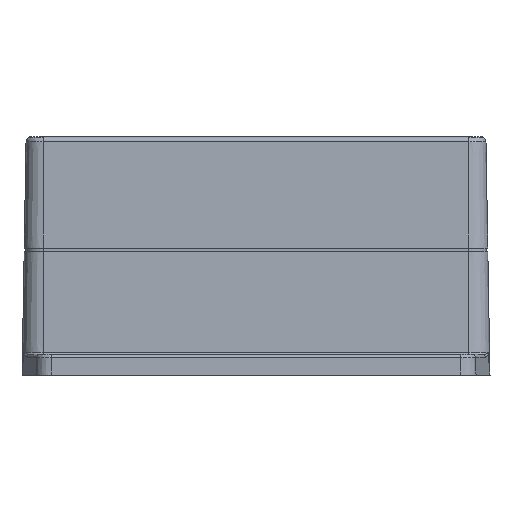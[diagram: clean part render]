
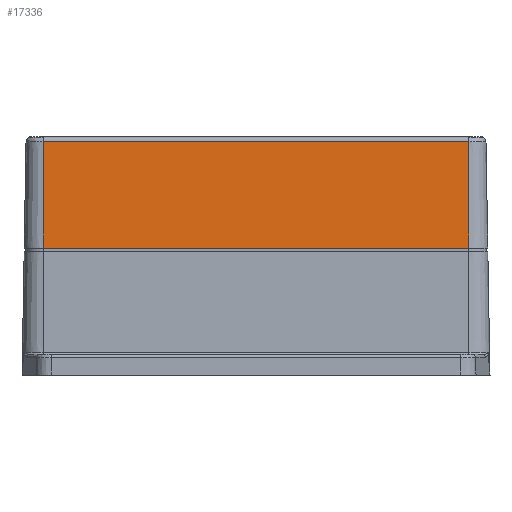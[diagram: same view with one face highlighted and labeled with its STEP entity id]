
A CAD part, front view. The second image highlights one B-rep face of the part: STEP entity #17336.
In plain terms, the highlighted planar face has unit normal (0, -1, 0.018).
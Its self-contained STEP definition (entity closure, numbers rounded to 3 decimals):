
#279 = PLANE ( 'NONE',  #17463 ) ;
#891 = LINE ( 'NONE', #20526, #18214 ) ;
#2045 = VERTEX_POINT ( 'NONE', #7655 ) ;
#2549 = DIRECTION ( 'NONE',  ( 0., -0.017, -1. ) ) ;
#2722 = VECTOR ( 'NONE', #4598, 1000. ) ;
#3371 = DIRECTION ( 'NONE',  ( 1., 0., 0. ) ) ;
#3636 = CARTESIAN_POINT ( 'NONE',  ( 2648.313, -467.588, 43.789 ) ) ;
#4077 = EDGE_CURVE ( 'NONE', #2045, #11166, #891, .T. ) ;
#4598 = DIRECTION ( 'NONE',  ( 0., 0.017, 1. ) ) ;
#5481 = EDGE_CURVE ( 'NONE', #20948, #17143, #26702, .T. ) ;
#6001 = DIRECTION ( 'NONE',  ( 1., 0., 0. ) ) ;
#6899 = VECTOR ( 'NONE', #3371, 1000. ) ;
#7443 = EDGE_CURVE ( 'NONE', #2045, #17143, #15000, .T. ) ;
#7557 = VECTOR ( 'NONE', #6001, 1000. ) ;
#7655 = CARTESIAN_POINT ( 'NONE',  ( 2581.313, -467.588, 43.789 ) ) ;
#9275 = DIRECTION ( 'NONE',  ( 0., -0.017, -1. ) ) ;
#11166 = VERTEX_POINT ( 'NONE', #14019 ) ;
#12498 = CARTESIAN_POINT ( 'NONE',  ( 2715.313, -468.173, 10.263 ) ) ;
#13659 = LINE ( 'NONE', #16935, #6899 ) ;
#13950 = ORIENTED_EDGE ( 'NONE', *, *, #15038, .T. ) ;
#14019 = CARTESIAN_POINT ( 'NONE',  ( 2581.313, -468.173, 10.263 ) ) ;
#15000 = LINE ( 'NONE', #3636, #7557 ) ;
#15038 = EDGE_CURVE ( 'NONE', #11166, #20948, #13659, .T. ) ;
#15519 = CARTESIAN_POINT ( 'NONE',  ( 2715.313, -467.588, 43.789 ) ) ;
#15880 = CARTESIAN_POINT ( 'NONE',  ( 2715.313, -468.173, 10.263 ) ) ;
#16106 = DIRECTION ( 'NONE',  ( 0., -1., 0.017 ) ) ;
#16935 = CARTESIAN_POINT ( 'NONE',  ( 2648.313, -468.173, 10.263 ) ) ;
#17143 = VERTEX_POINT ( 'NONE', #15519 ) ;
#17336 = ADVANCED_FACE ( 'NONE', ( #19941 ), #279, .T. ) ;
#17463 = AXIS2_PLACEMENT_3D ( 'NONE', #25030, #16106, #2549 ) ;
#17484 = ORIENTED_EDGE ( 'NONE', *, *, #4077, .T. ) ;
#18214 = VECTOR ( 'NONE', #9275, 1000. ) ;
#19941 = FACE_OUTER_BOUND ( 'NONE', #23298, .T. ) ;
#20526 = CARTESIAN_POINT ( 'NONE',  ( 2581.313, -468.173, 10.263 ) ) ;
#20948 = VERTEX_POINT ( 'NONE', #12498 ) ;
#23298 = EDGE_LOOP ( 'NONE', ( #13950, #26285, #24890, #17484 ) ) ;
#24890 = ORIENTED_EDGE ( 'NONE', *, *, #7443, .F. ) ;
#25030 = CARTESIAN_POINT ( 'NONE',  ( 2648.313, -468.173, 10.263 ) ) ;
#26285 = ORIENTED_EDGE ( 'NONE', *, *, #5481, .T. ) ;
#26702 = LINE ( 'NONE', #15880, #2722 ) ;
